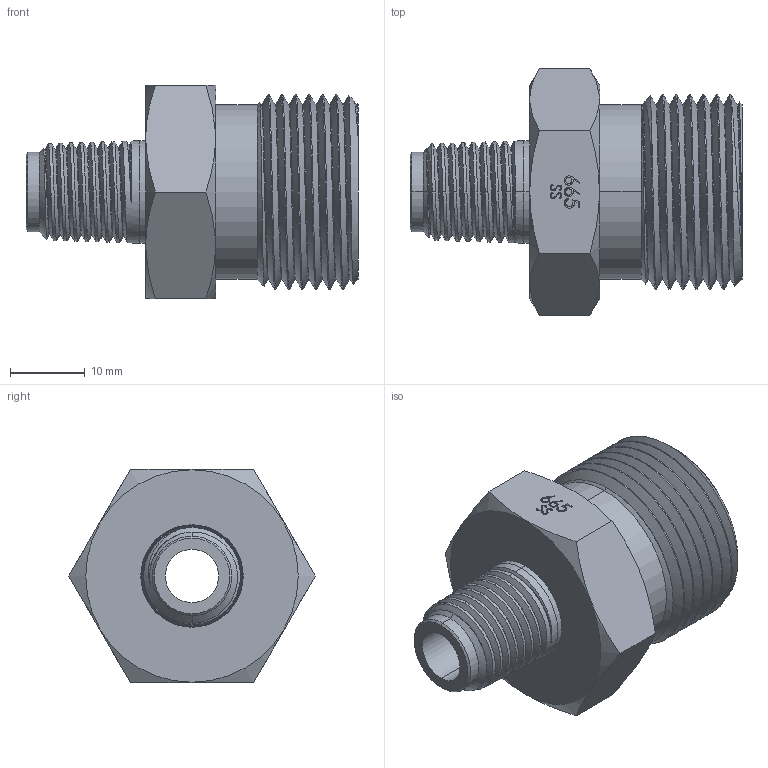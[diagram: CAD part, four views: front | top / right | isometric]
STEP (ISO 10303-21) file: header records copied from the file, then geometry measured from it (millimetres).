
FILE_DESCRIPTION (( 'STEP AP203' ), '1' );
FILE_NAME ('AD-665MSS-4MNPT.STEP', '2025-08-07T14:24:46', ( '' ), ( '' ), 'SwSTEP 2.0', 'SolidWorks 2018', '' );
FILE_SCHEMA (( 'CONFIG_CONTROL_DESIGN' ));
Length unit declared in the file: inch
Products named in the file (1): AD-665MSS-4MNPT
Bounding box: 44.45 x 33 x 28.57 mm (x, y, z)
Volume: 14736.6 mm3; surface area: 6453 mm2
Topology: 1 solids, 1 shells, 154 faces, 412 edges, 269 vertices
Faces by surface type: bspline 62, cone 34, plane 33, cylinder 23, torus 2
Entity records: 17178 total; most frequent: CARTESIAN_POINT 13822, ORIENTED_EDGE 824, DIRECTION 424, EDGE_CURVE 412, VERTEX_POINT 269, B_SPLINE_CURVE_WITH_KNOTS 211, EDGE_LOOP 165, LINE 164
